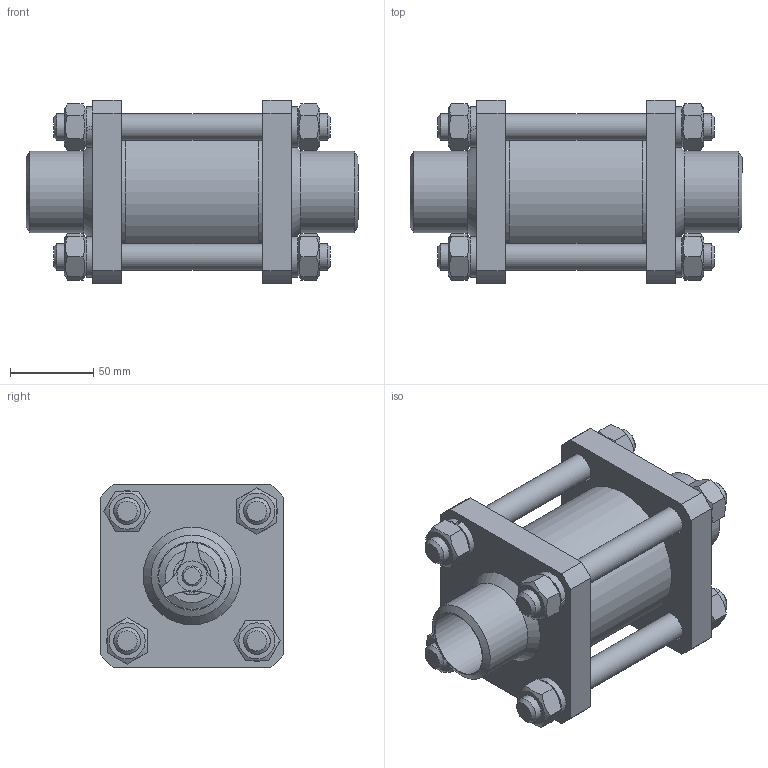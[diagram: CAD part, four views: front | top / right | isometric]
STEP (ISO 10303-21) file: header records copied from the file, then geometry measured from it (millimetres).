
FILE_DESCRIPTION((''),'2;1');
FILE_NAME('ФБ41 020 040 000.stp','2015-03-19T15:40:33',('��������'),(''),'Autodesk Inventor 2013','Autodesk Inventor 2013','');
FILE_SCHEMA(('AUTOMOTIVE_DESIGN { 1 0 10303 214 1 1 1 1 }'));
Length unit declared in the file: millimetre
Products named in the file (17): ФБ41 020 040 000; ФБ41 020 040 005; ФБ41 020 040 001; ФБ41 020 040 020; ФБ41 020 040 020_Сварные швы; ФБ41 020 040 021; ФБ41 020 040 022; ФБ41 020 040 004; ФБ41 020 040 030; ФБ41 020 040 030_Сварные швы; ФБ41 020 040 031; ФБ41 020 040 032; ФБ41 020 040 003; ФБ41 020 040 002; ФБ41 020 040 006; Гайка ГОСТ 5915-70 M16; Шайба ГОСТ 6402-70 16 N
Assembly tree (35 placements, depth 3):
  ФБ41 020 040 000
    ФБ41 020 040 005
    ФБ41 020 040 001
    ФБ41 020 040 020
      ФБ41 020 040 020_Сварные швы
      ФБ41 020 040 021
      ФБ41 020 040 022
    ФБ41 020 040 004  x2
    ФБ41 020 040 030  x2
      ФБ41 020 040 030_Сварные швы
      ФБ41 020 040 031
      ФБ41 020 040 032
    ФБ41 020 040 003
    ФБ41 020 040 002
    ФБ41 020 040 006  x4
    Гайка ГОСТ 5915-70 M16  x8
    Шайба ГОСТ 6402-70 16 N  x8
Bounding box: 199 x 110 x 110 mm (x, y, z)
Volume: 820230.2 mm3; surface area: 251666.7 mm2
Topology: 36 solids, 36 shells, 347 faces, 767 edges, 497 vertices
Faces by surface type: plane 172, cylinder 93, cone 81, bspline 1
Full cylindrical faces by diameter (mm): 10 x2, 12 x2, 13.835 x8, 16 x4, 18 x11, 38 x1, 40 x2, 42 x1, 46 x7, 49 x5, 53 x2, 53.835 x1, 56 x3, 59 x1, 60 x2, 61 x4, 64 x1, 75 x4, 76 x2, 82 x1
Entity records: 6341 total; most frequent: CARTESIAN_POINT 2449, DIRECTION 840, ORIENTED_EDGE 500, AXIS2_PLACEMENT_3D 392, EDGE_LOOP 268, EDGE_CURVE 250, VERTEX_POINT 200, CIRCLE 180
